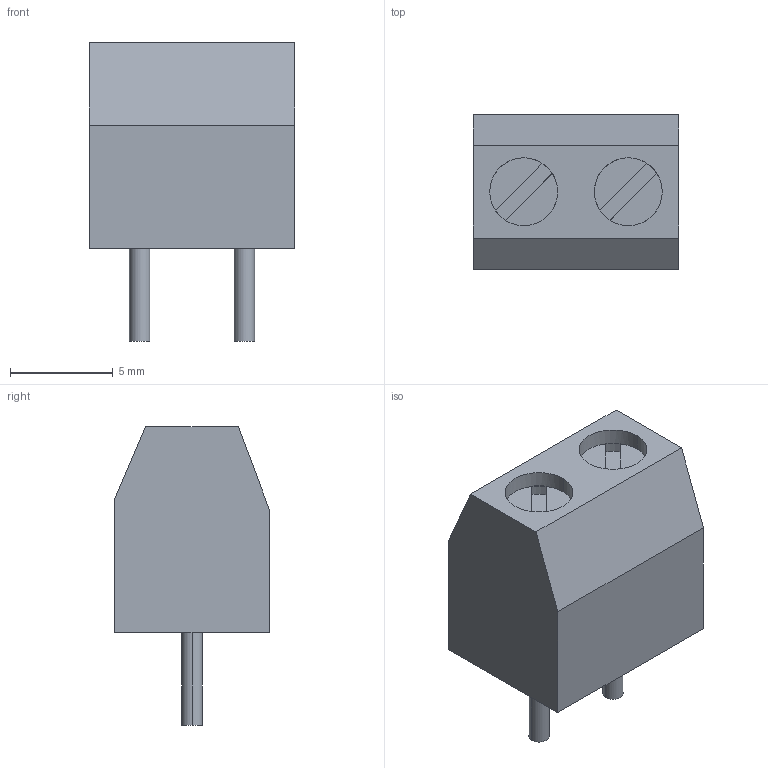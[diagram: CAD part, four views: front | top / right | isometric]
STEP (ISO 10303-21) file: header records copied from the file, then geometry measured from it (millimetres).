
FILE_DESCRIPTION((''),'2;1');
FILE_NAME('PCB Terminal.stp','2008-01-02T20:29:49',('Owner'),(''),'Autodesk Inventor (R) 6.0','Autodesk Inventor (R) 6.0','');
FILE_SCHEMA(('AUTOMOTIVE_DESIGN { 1 0 10303 214 1 1 1 1 }'));
Length unit declared in the file: millimetre
Products named in the file (1): PCB Terminal
Bounding box: 10 x 7.5 x 14.5 mm (x, y, z)
Volume: 600.3 mm3; surface area: 613.6 mm2
Topology: 1 solids, 1 shells, 52 faces, 118 edges, 76 vertices
Faces by surface type: plane 31, bspline 11, cylinder 10
Entity records: 1559 total; most frequent: CARTESIAN_POINT 364, DIRECTION 242, ORIENTED_EDGE 236, EDGE_CURVE 118, AXIS2_PLACEMENT_3D 82, VECTOR 78, LINE 78, VERTEX_POINT 76
